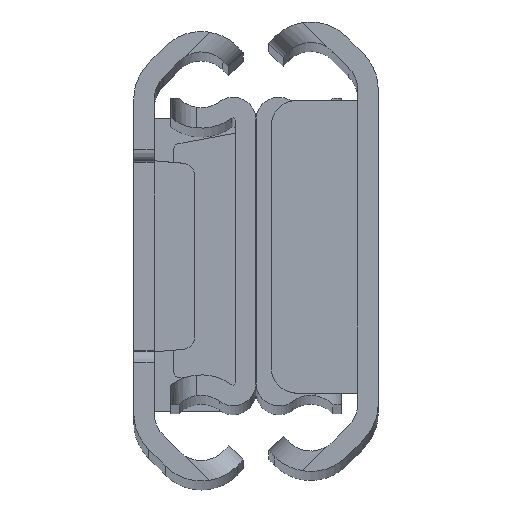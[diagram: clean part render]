
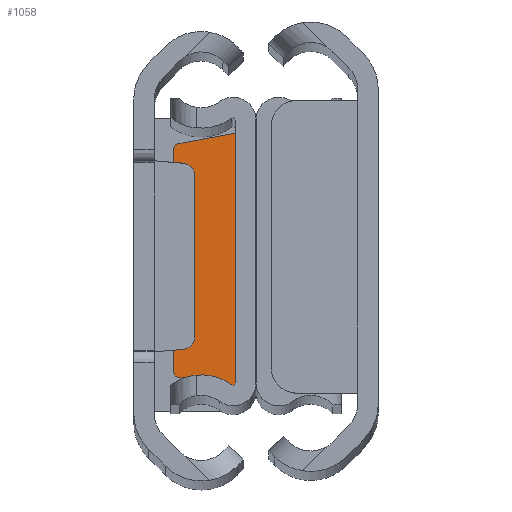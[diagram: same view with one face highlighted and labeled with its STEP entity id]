
A CAD part, top view. The second image highlights one B-rep face of the part: STEP entity #1058.
In plain terms, the highlighted planar face has unit normal (0, 0, 1).
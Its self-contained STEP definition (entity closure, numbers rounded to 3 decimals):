
#107 = CARTESIAN_POINT ( 'NONE',  ( -6.057, 8.767, -401.8 ) ) ;
#226 = VERTEX_POINT ( 'NONE', #3356 ) ;
#271 = DIRECTION ( 'NONE',  ( 1., 0., 0. ) ) ;
#328 = VERTEX_POINT ( 'NONE', #3080 ) ;
#330 = CARTESIAN_POINT ( 'NONE',  ( -1.6, -10., -401.8 ) ) ;
#334 = CARTESIAN_POINT ( 'NONE',  ( -6.457, -9.1, -401.8 ) ) ;
#446 = DIRECTION ( 'NONE',  ( 0., 0., 1. ) ) ;
#472 = CIRCLE ( 'NONE', #1145, 0.4 ) ;
#545 = AXIS2_PLACEMENT_3D ( 'NONE', #3887, #3860, #3168 ) ;
#651 = CARTESIAN_POINT ( 'NONE',  ( -6.457, 5.003, -401.8 ) ) ;
#707 = DIRECTION ( 'NONE',  ( 0., -1., 0. ) ) ;
#772 = DIRECTION ( 'NONE',  ( -0.983, -0.182, 0. ) ) ;
#815 = EDGE_CURVE ( 'NONE', #328, #1206, #3164, .T. ) ;
#840 = AXIS2_PLACEMENT_3D ( 'NONE', #958, #3725, #271 ) ;
#878 = EDGE_CURVE ( 'NONE', #1274, #3864, #1539, .T. ) ;
#885 = DIRECTION ( 'NONE',  ( 0., 0., -1. ) ) ;
#900 = CARTESIAN_POINT ( 'NONE',  ( -5.255, 3.92, -401.8 ) ) ;
#917 = DIRECTION ( 'NONE',  ( -0.807, -0.591, 0. ) ) ;
#920 = ORIENTED_EDGE ( 'NONE', *, *, #878, .T. ) ;
#929 = AXIS2_PLACEMENT_3D ( 'NONE', #1893, #3562, #1443 ) ;
#933 = VECTOR ( 'NONE', #1286, 1000. ) ;
#958 = CARTESIAN_POINT ( 'NONE',  ( -6.057, 5.003, -401.8 ) ) ;
#960 = AXIS2_PLACEMENT_3D ( 'NONE', #3387, #885, #2300 ) ;
#978 = VERTEX_POINT ( 'NONE', #4325 ) ;
#1005 = VECTOR ( 'NONE', #707, 1000. ) ;
#1023 = DIRECTION ( 'NONE',  ( 0., -1., 0. ) ) ;
#1048 = EDGE_CURVE ( 'NONE', #4488, #1703, #3880, .T. ) ;
#1058 = ADVANCED_FACE ( 'NONE', ( #4278 ), #3542, .T. ) ;
#1068 = ORIENTED_EDGE ( 'NONE', *, *, #1966, .T. ) ;
#1131 = VERTEX_POINT ( 'NONE', #3040 ) ;
#1145 = AXIS2_PLACEMENT_3D ( 'NONE', #1922, #3654, #3678 ) ;
#1195 = CARTESIAN_POINT ( 'NONE',  ( -1.6, 10., -401.8 ) ) ;
#1206 = VERTEX_POINT ( 'NONE', #2010 ) ;
#1269 = LINE ( 'NONE', #4127, #4100 ) ;
#1274 = VERTEX_POINT ( 'NONE', #4075 ) ;
#1278 = EDGE_CURVE ( 'NONE', #1131, #2134, #1269, .T. ) ;
#1286 = DIRECTION ( 'NONE',  ( 0., -1., 0. ) ) ;
#1310 = CARTESIAN_POINT ( 'NONE',  ( -6.457, -5.003, -401.8 ) ) ;
#1327 = DIRECTION ( 'NONE',  ( 0., 1., 0. ) ) ;
#1372 = CARTESIAN_POINT ( 'NONE',  ( -6.457, 9.1, -401.8 ) ) ;
#1383 = CARTESIAN_POINT ( 'NONE',  ( -6.457, 9.1, -401.8 ) ) ;
#1385 = VERTEX_POINT ( 'NONE', #3709 ) ;
#1443 = DIRECTION ( 'NONE',  ( 1., 0., 0. ) ) ;
#1455 = EDGE_CURVE ( 'NONE', #3488, #1274, #4217, .T. ) ;
#1539 = CIRCLE ( 'NONE', #2718, 0.4 ) ;
#1544 = LINE ( 'NONE', #4306, #2738 ) ;
#1619 = CARTESIAN_POINT ( 'NONE',  ( -5.091, 0., -401.8 ) ) ;
#1703 = VERTEX_POINT ( 'NONE', #2345 ) ;
#1733 = EDGE_CURVE ( 'NONE', #1385, #978, #4440, .T. ) ;
#1779 = DIRECTION ( 'NONE',  ( 0.983, -0.182, 0. ) ) ;
#1809 = ORIENTED_EDGE ( 'NONE', *, *, #3032, .T. ) ;
#1846 = VECTOR ( 'NONE', #1327, 1000. ) ;
#1847 = VECTOR ( 'NONE', #772, 1000. ) ;
#1872 = DIRECTION ( 'NONE',  ( 1., 0., 0. ) ) ;
#1893 = CARTESIAN_POINT ( 'NONE',  ( 0., 0., -401.8 ) ) ;
#1922 = CARTESIAN_POINT ( 'NONE',  ( -6.057, -5.003, -401.8 ) ) ;
#1937 = ORIENTED_EDGE ( 'NONE', *, *, #2744, .T. ) ;
#1963 = ORIENTED_EDGE ( 'NONE', *, *, #1048, .T. ) ;
#1966 = EDGE_CURVE ( 'NONE', #1206, #4488, #2531, .T. ) ;
#2010 = CARTESIAN_POINT ( 'NONE',  ( -1.6, 10., -401.8 ) ) ;
#2107 = DIRECTION ( 'NONE',  ( 1., 0., 0. ) ) ;
#2134 = VERTEX_POINT ( 'NONE', #3410 ) ;
#2149 = EDGE_CURVE ( 'NONE', #2948, #1385, #2967, .T. ) ;
#2272 = CIRCLE ( 'NONE', #545, 0.4 ) ;
#2289 = ORIENTED_EDGE ( 'NONE', *, *, #1278, .T. ) ;
#2300 = DIRECTION ( 'NONE',  ( 1., 0., 0. ) ) ;
#2345 = CARTESIAN_POINT ( 'NONE',  ( -6.457, 8.767, -401.8 ) ) ;
#2398 = EDGE_CURVE ( 'NONE', #3089, #226, #4009, .T. ) ;
#2405 = ORIENTED_EDGE ( 'NONE', *, *, #3843, .T. ) ;
#2531 = LINE ( 'NONE', #1195, #1847 ) ;
#2574 = EDGE_CURVE ( 'NONE', #3864, #328, #4210, .T. ) ;
#2589 = AXIS2_PLACEMENT_3D ( 'NONE', #107, #446, #1872 ) ;
#2615 = EDGE_CURVE ( 'NONE', #978, #1131, #2272, .T. ) ;
#2718 = AXIS2_PLACEMENT_3D ( 'NONE', #3450, #3855, #2107 ) ;
#2728 = ORIENTED_EDGE ( 'NONE', *, *, #1455, .T. ) ;
#2738 = VECTOR ( 'NONE', #4351, 1000. ) ;
#2744 = EDGE_CURVE ( 'NONE', #2134, #3488, #472, .T. ) ;
#2899 = CARTESIAN_POINT ( 'NONE',  ( -6.13, 9.161, -401.8 ) ) ;
#2908 = CARTESIAN_POINT ( 'NONE',  ( -6.13, -9.161, -401.8 ) ) ;
#2916 = ORIENTED_EDGE ( 'NONE', *, *, #2149, .T. ) ;
#2948 = VERTEX_POINT ( 'NONE', #900 ) ;
#2967 = CIRCLE ( 'NONE', #960, 0.4 ) ;
#3032 = EDGE_CURVE ( 'NONE', #1703, #3089, #4156, .T. ) ;
#3040 = CARTESIAN_POINT ( 'NONE',  ( -5.255, -3.92, -401.8 ) ) ;
#3080 = CARTESIAN_POINT ( 'NONE',  ( -1.6, -10., -401.8 ) ) ;
#3089 = VERTEX_POINT ( 'NONE', #651 ) ;
#3137 = ORIENTED_EDGE ( 'NONE', *, *, #2398, .T. ) ;
#3164 = LINE ( 'NONE', #330, #1846 ) ;
#3168 = DIRECTION ( 'NONE',  ( 1., 0., 0. ) ) ;
#3356 = CARTESIAN_POINT ( 'NONE',  ( -6.293, 4.68, -401.8 ) ) ;
#3387 = CARTESIAN_POINT ( 'NONE',  ( -5.491, 3.597, -401.8 ) ) ;
#3410 = CARTESIAN_POINT ( 'NONE',  ( -6.293, -4.68, -401.8 ) ) ;
#3450 = CARTESIAN_POINT ( 'NONE',  ( -6.057, -8.767, -401.8 ) ) ;
#3488 = VERTEX_POINT ( 'NONE', #1310 ) ;
#3504 = ORIENTED_EDGE ( 'NONE', *, *, #815, .T. ) ;
#3542 = PLANE ( 'NONE',  #929 ) ;
#3562 = DIRECTION ( 'NONE',  ( 0., 0., 1. ) ) ;
#3652 = ORIENTED_EDGE ( 'NONE', *, *, #1733, .T. ) ;
#3654 = DIRECTION ( 'NONE',  ( 0., 0., 1. ) ) ;
#3678 = DIRECTION ( 'NONE',  ( 1., 0., 0. ) ) ;
#3709 = CARTESIAN_POINT ( 'NONE',  ( -5.091, 3.597, -401.8 ) ) ;
#3715 = VECTOR ( 'NONE', #1023, 1000. ) ;
#3725 = DIRECTION ( 'NONE',  ( 0., 0., 1. ) ) ;
#3780 = EDGE_LOOP ( 'NONE', ( #1068, #1963, #1809, #3137, #2405, #2916, #3652, #4035, #2289, #1937, #2728, #920, #3796, #3504 ) ) ;
#3796 = ORIENTED_EDGE ( 'NONE', *, *, #2574, .T. ) ;
#3843 = EDGE_CURVE ( 'NONE', #226, #2948, #1544, .T. ) ;
#3855 = DIRECTION ( 'NONE',  ( 0., 0., 1. ) ) ;
#3860 = DIRECTION ( 'NONE',  ( 0., 0., -1. ) ) ;
#3864 = VERTEX_POINT ( 'NONE', #2908 ) ;
#3880 = CIRCLE ( 'NONE', #2589, 0.4 ) ;
#3887 = CARTESIAN_POINT ( 'NONE',  ( -5.491, -3.597, -401.8 ) ) ;
#4009 = CIRCLE ( 'NONE', #840, 0.4 ) ;
#4035 = ORIENTED_EDGE ( 'NONE', *, *, #2615, .T. ) ;
#4075 = CARTESIAN_POINT ( 'NONE',  ( -6.457, -8.767, -401.8 ) ) ;
#4100 = VECTOR ( 'NONE', #917, 1000. ) ;
#4127 = CARTESIAN_POINT ( 'NONE',  ( -6.457, -4.8, -401.8 ) ) ;
#4156 = LINE ( 'NONE', #1372, #3715 ) ;
#4210 = LINE ( 'NONE', #334, #4520 ) ;
#4217 = LINE ( 'NONE', #1383, #1005 ) ;
#4278 = FACE_OUTER_BOUND ( 'NONE', #3780, .T. ) ;
#4306 = CARTESIAN_POINT ( 'NONE',  ( -5.091, 3.8, -401.8 ) ) ;
#4325 = CARTESIAN_POINT ( 'NONE',  ( -5.091, -3.597, -401.8 ) ) ;
#4351 = DIRECTION ( 'NONE',  ( 0.807, -0.591, 0. ) ) ;
#4440 = LINE ( 'NONE', #1619, #933 ) ;
#4488 = VERTEX_POINT ( 'NONE', #2899 ) ;
#4520 = VECTOR ( 'NONE', #1779, 1000. ) ;
